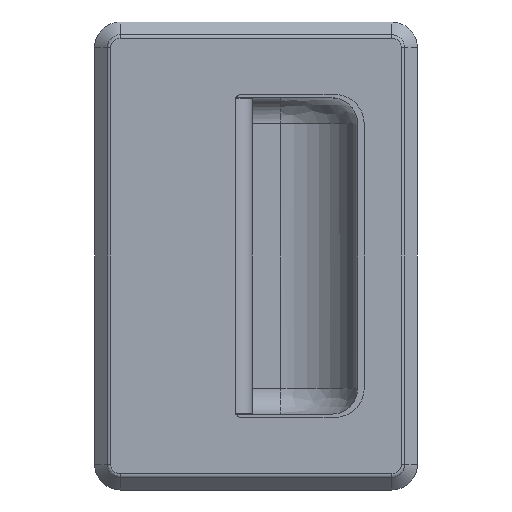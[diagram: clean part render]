
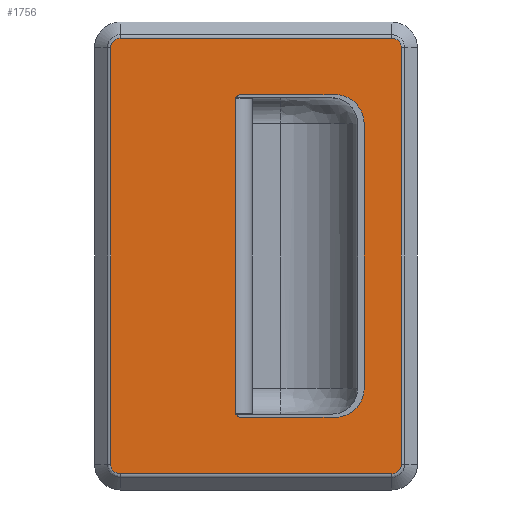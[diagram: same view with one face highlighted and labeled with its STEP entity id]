
A CAD part, front view. The second image highlights one B-rep face of the part: STEP entity #1756.
In plain terms, the highlighted free-form (B-spline) face has degree [1, 1] with [2, 2] control points.
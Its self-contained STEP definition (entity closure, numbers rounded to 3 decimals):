
#1235=CARTESIAN_POINT('',(45.,0.,-64.498));
#1236=VERTEX_POINT('',#1235);
#1250=CARTESIAN_POINT('',(41.999,0.,-67.499));
#1251=VERTEX_POINT('',#1250);
#1252=CARTESIAN_POINT('',(41.999,0.,-67.499));
#1253=CARTESIAN_POINT('',(45.,0.,-67.499));
#1254=CARTESIAN_POINT('',(45.,0.,-64.498));
#1262=(BOUNDED_CURVE()B_SPLINE_CURVE(2,(#1252,#1253,#1254),.UNSPECIFIED.,.F.,.U.)CURVE()GEOMETRIC_REPRESENTATION_ITEM()QUASI_UNIFORM_CURVE()RATIONAL_B_SPLINE_CURVE((1.0,0.707,1.0))REPRESENTATION_ITEM(''));
#1263=EDGE_CURVE('',#1251,#1236,#1262,.T.);
#1310=CARTESIAN_POINT('',(-41.999,0.,-67.499));
#1311=VERTEX_POINT('',#1310);
#1333=CARTESIAN_POINT('',(-41.999,0.,-67.499));
#1334=CARTESIAN_POINT('',(41.999,0.,-67.499));
#1335=QUASI_UNIFORM_CURVE('',1,(#1333,#1334),.UNSPECIFIED.,.F.,.U.);
#1336=EDGE_CURVE('',#1311,#1251,#1335,.T.);
#1357=CARTESIAN_POINT('',(45.,0.,64.498));
#1358=VERTEX_POINT('',#1357);
#1372=CARTESIAN_POINT('',(45.,0.,-64.498));
#1373=CARTESIAN_POINT('',(45.,0.,64.498));
#1374=QUASI_UNIFORM_CURVE('',1,(#1372,#1373),.UNSPECIFIED.,.F.,.U.);
#1375=EDGE_CURVE('',#1236,#1358,#1374,.T.);
#1403=CARTESIAN_POINT('',(-45.,0.,-64.498));
#1404=VERTEX_POINT('',#1403);
#1434=CARTESIAN_POINT('',(-45.,0.,-64.498));
#1435=CARTESIAN_POINT('',(-45.,0.,-67.499));
#1436=CARTESIAN_POINT('',(-41.999,0.,-67.499));
#1444=(BOUNDED_CURVE()B_SPLINE_CURVE(2,(#1434,#1435,#1436),.UNSPECIFIED.,.F.,.U.)CURVE()GEOMETRIC_REPRESENTATION_ITEM()QUASI_UNIFORM_CURVE()RATIONAL_B_SPLINE_CURVE((1.0,0.707,1.0))REPRESENTATION_ITEM(''));
#1445=EDGE_CURVE('',#1404,#1311,#1444,.T.);
#1469=CARTESIAN_POINT('',(41.999,0.,67.499));
#1470=VERTEX_POINT('',#1469);
#1484=CARTESIAN_POINT('',(45.,0.,64.498));
#1485=CARTESIAN_POINT('',(45.,0.,67.499));
#1486=CARTESIAN_POINT('',(41.999,0.,67.499));
#1494=(BOUNDED_CURVE()B_SPLINE_CURVE(2,(#1484,#1485,#1486),.UNSPECIFIED.,.F.,.U.)CURVE()GEOMETRIC_REPRESENTATION_ITEM()QUASI_UNIFORM_CURVE()RATIONAL_B_SPLINE_CURVE((1.0,0.707,1.0))REPRESENTATION_ITEM(''));
#1495=EDGE_CURVE('',#1358,#1470,#1494,.T.);
#1528=CARTESIAN_POINT('',(-45.,0.,64.498));
#1529=VERTEX_POINT('',#1528);
#1551=CARTESIAN_POINT('',(-45.,0.,64.498));
#1552=CARTESIAN_POINT('',(-45.,0.,-64.498));
#1553=QUASI_UNIFORM_CURVE('',1,(#1551,#1552),.UNSPECIFIED.,.F.,.U.);
#1554=EDGE_CURVE('',#1529,#1404,#1553,.T.);
#1575=CARTESIAN_POINT('',(-41.999,0.,67.499));
#1576=VERTEX_POINT('',#1575);
#1590=CARTESIAN_POINT('',(41.999,0.,67.499));
#1591=CARTESIAN_POINT('',(-41.999,0.,67.499));
#1592=QUASI_UNIFORM_CURVE('',1,(#1590,#1591),.UNSPECIFIED.,.F.,.U.);
#1593=EDGE_CURVE('',#1470,#1576,#1592,.T.);
#1622=CARTESIAN_POINT('',(-41.999,0.,67.499));
#1623=CARTESIAN_POINT('',(-45.,0.,67.499));
#1624=CARTESIAN_POINT('',(-45.,0.,64.498));
#1632=(BOUNDED_CURVE()B_SPLINE_CURVE(2,(#1622,#1623,#1624),.UNSPECIFIED.,.F.,.U.)CURVE()GEOMETRIC_REPRESENTATION_ITEM()QUASI_UNIFORM_CURVE()RATIONAL_B_SPLINE_CURVE((1.0,0.707,1.0))REPRESENTATION_ITEM(''));
#1633=EDGE_CURVE('',#1576,#1529,#1632,.T.);
#1652=CARTESIAN_POINT('',(-49.495,0.,74.243));
#1653=CARTESIAN_POINT('',(-49.495,0.,-74.243));
#1654=CARTESIAN_POINT('',(49.496,0.,74.243));
#1655=CARTESIAN_POINT('',(49.496,0.,-74.243));
#1656=B_SPLINE_SURFACE_WITH_KNOTS('',1,1,((#1652,#1654),(#1653,#1655)),.UNSPECIFIED.,.F.,.F.,.U.,(2,2),(2,2),(0.0,148.485),(0.0,98.991),.UNSPECIFIED.);
#1657=ORIENTED_EDGE('',*,*,#1336,.T.);
#1658=ORIENTED_EDGE('',*,*,#1263,.T.);
#1659=ORIENTED_EDGE('',*,*,#1375,.T.);
#1660=ORIENTED_EDGE('',*,*,#1495,.T.);
#1661=ORIENTED_EDGE('',*,*,#1593,.T.);
#1662=ORIENTED_EDGE('',*,*,#1633,.T.);
#1663=ORIENTED_EDGE('',*,*,#1554,.T.);
#1664=ORIENTED_EDGE('',*,*,#1445,.T.);
#1665=EDGE_LOOP('',(#1657,#1658,#1659,#1660,#1661,#1662,#1663,#1664));
#1666=FACE_OUTER_BOUND('',#1665,.T.);
#1667=CARTESIAN_POINT('',(-4.5,0.0,50.));
#1668=VERTEX_POINT('',#1667);
#1669=CARTESIAN_POINT('',(-6.5,0.0,48.));
#1670=VERTEX_POINT('',#1669);
#1671=CARTESIAN_POINT('',(-4.5,0.0,50.));
#1672=CARTESIAN_POINT('',(-4.729,0.0,50.));
#1673=CARTESIAN_POINT('',(-5.154,0.0,49.926));
#1674=CARTESIAN_POINT('',(-5.665,0.0,49.653));
#1675=CARTESIAN_POINT('',(-6.039,0.0,49.306));
#1676=CARTESIAN_POINT('',(-6.387,0.0,48.785));
#1677=CARTESIAN_POINT('',(-6.5,0.0,48.311));
#1678=CARTESIAN_POINT('',(-6.5,0.0,48.));
#1679=B_SPLINE_CURVE_WITH_KNOTS('',3,(#1671,#1672,#1673,#1674,#1675,#1676,#1677,#1678),.UNSPECIFIED.,.F.,.U.,(4,1,1,1,1,4),(0.,0.687,1.276,1.718,2.209,3.142),.UNSPECIFIED.);
#1680=EDGE_CURVE('',#1668,#1670,#1679,.T.);
#1681=ORIENTED_EDGE('',*,*,#1680,.F.);
#1682=CARTESIAN_POINT('',(24.5,0.,50.));
#1683=VERTEX_POINT('',#1682);
#1684=CARTESIAN_POINT('',(24.5,0.,50.));
#1685=CARTESIAN_POINT('',(-4.5,0.0,50.));
#1686=QUASI_UNIFORM_CURVE('',1,(#1684,#1685),.UNSPECIFIED.,.F.,.U.);
#1687=EDGE_CURVE('',#1683,#1668,#1686,.T.);
#1688=ORIENTED_EDGE('',*,*,#1687,.F.);
#1689=CARTESIAN_POINT('',(33.5,0.0,41.));
#1690=VERTEX_POINT('',#1689);
#1691=CARTESIAN_POINT('',(33.5,0.0,41.));
#1692=CARTESIAN_POINT('',(33.5,0.0,50.));
#1693=CARTESIAN_POINT('',(24.5,0.0,50.));
#1701=(BOUNDED_CURVE()B_SPLINE_CURVE(2,(#1691,#1692,#1693),.UNSPECIFIED.,.F.,.U.)CURVE()GEOMETRIC_REPRESENTATION_ITEM()QUASI_UNIFORM_CURVE()RATIONAL_B_SPLINE_CURVE((1.0,0.707,1.0))REPRESENTATION_ITEM(''));
#1702=EDGE_CURVE('',#1690,#1683,#1701,.T.);
#1703=ORIENTED_EDGE('',*,*,#1702,.F.);
#1704=CARTESIAN_POINT('',(33.5,0.0,-41.));
#1705=VERTEX_POINT('',#1704);
#1706=CARTESIAN_POINT('',(33.5,0.0,-41.));
#1707=CARTESIAN_POINT('',(33.5,0.0,41.));
#1708=QUASI_UNIFORM_CURVE('',1,(#1706,#1707),.UNSPECIFIED.,.F.,.U.);
#1709=EDGE_CURVE('',#1705,#1690,#1708,.T.);
#1710=ORIENTED_EDGE('',*,*,#1709,.F.);
#1711=CARTESIAN_POINT('',(24.5,0.0,-50.));
#1712=VERTEX_POINT('',#1711);
#1713=CARTESIAN_POINT('',(24.5,0.0,-50.));
#1714=CARTESIAN_POINT('',(25.31,0.0,-50.));
#1715=CARTESIAN_POINT('',(26.562,0.0,-49.83));
#1716=CARTESIAN_POINT('',(28.334,0.0,-49.196));
#1717=CARTESIAN_POINT('',(29.714,0.0,-48.403));
#1718=CARTESIAN_POINT('',(30.945,0.0,-47.341));
#1719=CARTESIAN_POINT('',(32.102,0.0,-45.949));
#1720=CARTESIAN_POINT('',(32.941,0.0,-44.333));
#1721=CARTESIAN_POINT('',(33.411,0.0,-42.546));
#1722=CARTESIAN_POINT('',(33.5,0.0,-41.515));
#1723=CARTESIAN_POINT('',(33.5,0.0,-41.));
#1724=B_SPLINE_CURVE_WITH_KNOTS('',3,(#1713,#1714,#1715,#1716,#1717,#1718,#1719,#1720,#1721,#1722,#1723),.UNSPECIFIED.,.F.,.U.,(4,1,1,1,1,1,1,1,4),(0.,2.43,3.755,5.633,7.179,8.615,11.045,12.591,14.137),.UNSPECIFIED.);
#1725=EDGE_CURVE('',#1712,#1705,#1724,.T.);
#1726=ORIENTED_EDGE('',*,*,#1725,.F.);
#1727=CARTESIAN_POINT('',(-4.5,0.0,-50.));
#1728=VERTEX_POINT('',#1727);
#1729=CARTESIAN_POINT('',(-4.5,0.0,-50.));
#1730=CARTESIAN_POINT('',(24.5,0.0,-50.));
#1731=QUASI_UNIFORM_CURVE('',1,(#1729,#1730),.UNSPECIFIED.,.F.,.U.);
#1732=EDGE_CURVE('',#1728,#1712,#1731,.T.);
#1733=ORIENTED_EDGE('',*,*,#1732,.F.);
#1734=CARTESIAN_POINT('',(-6.5,0.0,-48.));
#1735=VERTEX_POINT('',#1734);
#1736=CARTESIAN_POINT('',(-6.5,0.0,-48.));
#1737=CARTESIAN_POINT('',(-6.5,0.0,-50.));
#1738=CARTESIAN_POINT('',(-4.5,0.0,-50.));
#1746=(BOUNDED_CURVE()B_SPLINE_CURVE(2,(#1736,#1737,#1738),.UNSPECIFIED.,.F.,.U.)CURVE()GEOMETRIC_REPRESENTATION_ITEM()QUASI_UNIFORM_CURVE()RATIONAL_B_SPLINE_CURVE((1.0,0.707,1.0))REPRESENTATION_ITEM(''));
#1747=EDGE_CURVE('',#1735,#1728,#1746,.T.);
#1748=ORIENTED_EDGE('',*,*,#1747,.F.);
#1749=CARTESIAN_POINT('',(-6.5,0.0,48.));
#1750=CARTESIAN_POINT('',(-6.5,0.0,-48.));
#1751=QUASI_UNIFORM_CURVE('',1,(#1749,#1750),.UNSPECIFIED.,.F.,.U.);
#1752=EDGE_CURVE('',#1670,#1735,#1751,.T.);
#1753=ORIENTED_EDGE('',*,*,#1752,.F.);
#1754=EDGE_LOOP('',(#1681,#1688,#1703,#1710,#1726,#1733,#1748,#1753));
#1755=FACE_BOUND('',#1754,.T.);
#1756=ADVANCED_FACE('',(#1666,#1755),#1656,.T.);
